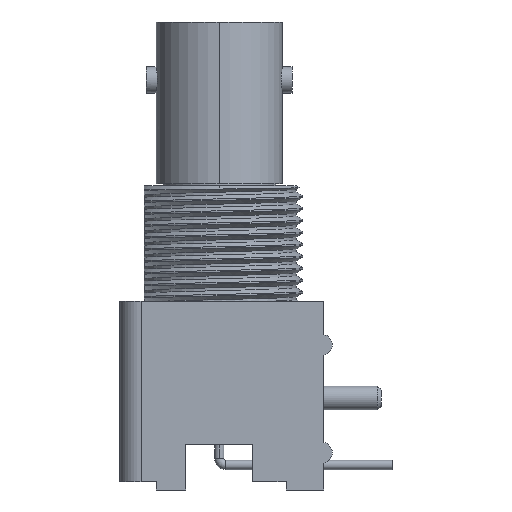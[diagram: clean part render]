
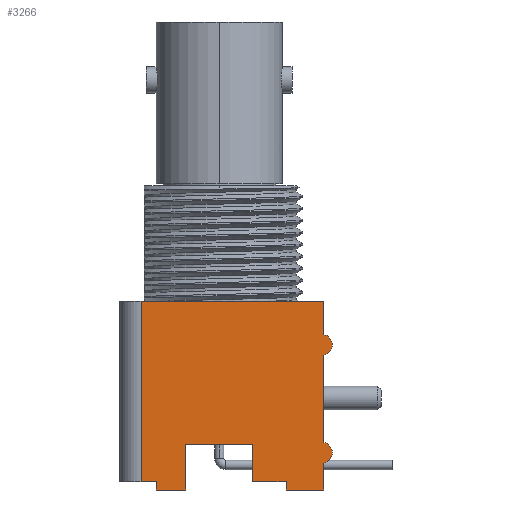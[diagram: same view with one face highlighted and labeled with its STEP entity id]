
A CAD part, left-side view. The second image highlights one B-rep face of the part: STEP entity #3266.
In plain terms, the highlighted planar face has unit normal (-1, 0, 0).
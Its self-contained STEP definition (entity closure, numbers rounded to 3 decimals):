
#87 = DIRECTION ( 'NONE',  ( 1., 0., 0. ) ) ;
#160 = CARTESIAN_POINT ( 'NONE',  ( -7.38, 11.14, -6.98 ) ) ;
#173 = CARTESIAN_POINT ( 'NONE',  ( -7.38, 16.13, -6.35 ) ) ;
#295 = CARTESIAN_POINT ( 'NONE',  ( -7.38, 0.64, -6.35 ) ) ;
#338 = VECTOR ( 'NONE', #6852, 1000. ) ;
#420 = VERTEX_POINT ( 'NONE', #2100 ) ;
#444 = ORIENTED_EDGE ( 'NONE', *, *, #6920, .F. ) ;
#903 = VECTOR ( 'NONE', #4605, 1000. ) ;
#908 = CARTESIAN_POINT ( 'NONE',  ( -7.38, 13.39, -6.98 ) ) ;
#1054 = VERTEX_POINT ( 'NONE', #10675 ) ;
#1150 = VERTEX_POINT ( 'NONE', #11729 ) ;
#1268 = CARTESIAN_POINT ( 'NONE',  ( -7.38, 14.53, -6.35 ) ) ;
#1271 = ORIENTED_EDGE ( 'NONE', *, *, #6021, .T. ) ;
#1365 = ORIENTED_EDGE ( 'NONE', *, *, #6256, .T. ) ;
#1464 = VERTEX_POINT ( 'NONE', #3269 ) ;
#1516 = VECTOR ( 'NONE', #12954, 1000. ) ;
#1636 = PLANE ( 'NONE',  #1974 ) ;
#1664 = LINE ( 'NONE', #1268, #338 ) ;
#1804 = EDGE_CURVE ( 'NONE', #7927, #9878, #3942, .T. ) ;
#1850 = DIRECTION ( 'NONE',  ( 0., 0., 1. ) ) ;
#1974 = AXIS2_PLACEMENT_3D ( 'NONE', #173, #87, #8283 ) ;
#1983 = DIRECTION ( 'NONE',  ( -1., 0., 0. ) ) ;
#2100 = CARTESIAN_POINT ( 'NONE',  ( -7.38, 0.64, -6.98 ) ) ;
#2337 = AXIS2_PLACEMENT_3D ( 'NONE', #16827, #6205, #14386 ) ;
#2345 = ORIENTED_EDGE ( 'NONE', *, *, #3656, .T. ) ;
#2366 = VERTEX_POINT ( 'NONE', #8690 ) ;
#2495 = CARTESIAN_POINT ( 'NONE',  ( -7.38, 11.14, -3.55 ) ) ;
#2536 = VERTEX_POINT ( 'NONE', #9970 ) ;
#2597 = VECTOR ( 'NONE', #15076, 1000. ) ;
#2940 = VECTOR ( 'NONE', #7751, 1000. ) ;
#3072 = CARTESIAN_POINT ( 'NONE',  ( -7.38, 3.51, -6.98 ) ) ;
#3266 = ADVANCED_FACE ( 'NONE', ( #15324 ), #1636, .F. ) ;
#3269 = CARTESIAN_POINT ( 'NONE',  ( -7.38, 0.64, -3.366 ) ) ;
#3656 = EDGE_CURVE ( 'NONE', #10957, #1464, #5554, .T. ) ;
#3666 = LINE ( 'NONE', #10209, #7855 ) ;
#3865 = VERTEX_POINT ( 'NONE', #7756 ) ;
#3942 = LINE ( 'NONE', #11626, #2940 ) ;
#4350 = EDGE_CURVE ( 'NONE', #9152, #9878, #12899, .T. ) ;
#4416 = LINE ( 'NONE', #14953, #9804 ) ;
#4471 = VECTOR ( 'NONE', #15399, 1000. ) ;
#4605 = DIRECTION ( 'NONE',  ( 0., 0., -1. ) ) ;
#5127 = DIRECTION ( 'NONE',  ( 0., 0., 1. ) ) ;
#5307 = EDGE_CURVE ( 'NONE', #1464, #8639, #8120, .T. ) ;
#5404 = ORIENTED_EDGE ( 'NONE', *, *, #13832, .T. ) ;
#5554 = CIRCLE ( 'NONE', #6121, 0.8 ) ;
#5667 = EDGE_CURVE ( 'NONE', #9335, #2536, #12917, .T. ) ;
#6016 = ORIENTED_EDGE ( 'NONE', *, *, #13400, .F. ) ;
#6021 = EDGE_CURVE ( 'NONE', #16403, #1150, #10274, .T. ) ;
#6121 = AXIS2_PLACEMENT_3D ( 'NONE', #11117, #1983, #11204 ) ;
#6205 = DIRECTION ( 'NONE',  ( -1., 0., 0. ) ) ;
#6256 = EDGE_CURVE ( 'NONE', #9335, #7927, #1664, .T. ) ;
#6578 = CARTESIAN_POINT ( 'NONE',  ( -7.38, 0.64, -6.35 ) ) ;
#6852 = DIRECTION ( 'NONE',  ( 0., 0., -1. ) ) ;
#6920 = EDGE_CURVE ( 'NONE', #10109, #13925, #10259, .T. ) ;
#7040 = VECTOR ( 'NONE', #15198, 1000. ) ;
#7579 = CIRCLE ( 'NONE', #2337, 0.8 ) ;
#7605 = EDGE_CURVE ( 'NONE', #2366, #2536, #12104, .T. ) ;
#7618 = CARTESIAN_POINT ( 'NONE',  ( -7.38, 0., -3.55 ) ) ;
#7751 = DIRECTION ( 'NONE',  ( 0., -1., 0. ) ) ;
#7756 = CARTESIAN_POINT ( 'NONE',  ( -7.38, 3.51, -6.98 ) ) ;
#7855 = VECTOR ( 'NONE', #15666, 1000. ) ;
#7927 = VERTEX_POINT ( 'NONE', #8664 ) ;
#8003 = CARTESIAN_POINT ( 'NONE',  ( -7.38, 0.64, -4.934 ) ) ;
#8053 = VECTOR ( 'NONE', #10311, 1000. ) ;
#8120 = LINE ( 'NONE', #6578, #15776 ) ;
#8283 = DIRECTION ( 'NONE',  ( 0., 0., -1. ) ) ;
#8339 = DIRECTION ( 'NONE',  ( 0., 1., 0. ) ) ;
#8388 = CARTESIAN_POINT ( 'NONE',  ( -7.38, 11.14, -3.55 ) ) ;
#8594 = LINE ( 'NONE', #16470, #2597 ) ;
#8613 = CARTESIAN_POINT ( 'NONE',  ( -7.38, 13.39, -6.98 ) ) ;
#8639 = VERTEX_POINT ( 'NONE', #10336 ) ;
#8664 = CARTESIAN_POINT ( 'NONE',  ( -7.38, 14.53, -6.35 ) ) ;
#8690 = CARTESIAN_POINT ( 'NONE',  ( -7.38, 0.64, 4.834 ) ) ;
#9069 = LINE ( 'NONE', #7618, #1516 ) ;
#9152 = VERTEX_POINT ( 'NONE', #8613 ) ;
#9335 = VERTEX_POINT ( 'NONE', #16571 ) ;
#9628 = LINE ( 'NONE', #3072, #16991 ) ;
#9804 = VECTOR ( 'NONE', #16077, 1000. ) ;
#9878 = VERTEX_POINT ( 'NONE', #12215 ) ;
#9917 = CARTESIAN_POINT ( 'NONE',  ( -7.38, 16.13, -6.35 ) ) ;
#9938 = EDGE_CURVE ( 'NONE', #420, #3865, #9628, .T. ) ;
#9970 = CARTESIAN_POINT ( 'NONE',  ( -7.38, 0.64, 7.37 ) ) ;
#10024 = CARTESIAN_POINT ( 'NONE',  ( -7.38, 6.04, -3.55 ) ) ;
#10042 = ORIENTED_EDGE ( 'NONE', *, *, #7605, .T. ) ;
#10109 = VERTEX_POINT ( 'NONE', #8388 ) ;
#10209 = CARTESIAN_POINT ( 'NONE',  ( -7.38, 3.51, -6.98 ) ) ;
#10212 = EDGE_CURVE ( 'NONE', #420, #10957, #4416, .T. ) ;
#10259 = LINE ( 'NONE', #2495, #903 ) ;
#10274 = LINE ( 'NONE', #10024, #4471 ) ;
#10311 = DIRECTION ( 'NONE',  ( 0., -1., 0. ) ) ;
#10336 = CARTESIAN_POINT ( 'NONE',  ( -7.38, 0.64, 3.266 ) ) ;
#10675 = CARTESIAN_POINT ( 'NONE',  ( -7.38, 3.51, -6.35 ) ) ;
#10708 = ORIENTED_EDGE ( 'NONE', *, *, #5667, .F. ) ;
#10957 = VERTEX_POINT ( 'NONE', #8003 ) ;
#11117 = CARTESIAN_POINT ( 'NONE',  ( -7.38, 0.8, -4.15 ) ) ;
#11204 = DIRECTION ( 'NONE',  ( 0., 0., 1. ) ) ;
#11447 = ORIENTED_EDGE ( 'NONE', *, *, #1804, .T. ) ;
#11494 = ORIENTED_EDGE ( 'NONE', *, *, #15733, .F. ) ;
#11501 = CARTESIAN_POINT ( 'NONE',  ( -7.38, 6.04, -3.55 ) ) ;
#11626 = CARTESIAN_POINT ( 'NONE',  ( -7.38, 16.13, -6.35 ) ) ;
#11695 = CARTESIAN_POINT ( 'NONE',  ( -7.38, 16.13, 7.37 ) ) ;
#11729 = CARTESIAN_POINT ( 'NONE',  ( -7.38, 6.04, -6.35 ) ) ;
#11823 = DIRECTION ( 'NONE',  ( 0., 0., 1. ) ) ;
#12104 = LINE ( 'NONE', #295, #16645 ) ;
#12215 = CARTESIAN_POINT ( 'NONE',  ( -7.38, 13.39, -6.35 ) ) ;
#12562 = ORIENTED_EDGE ( 'NONE', *, *, #10212, .T. ) ;
#12899 = LINE ( 'NONE', #908, #13263 ) ;
#12917 = LINE ( 'NONE', #11695, #8053 ) ;
#12954 = DIRECTION ( 'NONE',  ( 0., 1., 0. ) ) ;
#13263 = VECTOR ( 'NONE', #5127, 1000. ) ;
#13400 = EDGE_CURVE ( 'NONE', #3865, #1054, #3666, .T. ) ;
#13832 = EDGE_CURVE ( 'NONE', #1150, #1054, #16514, .T. ) ;
#13855 = ORIENTED_EDGE ( 'NONE', *, *, #14621, .T. ) ;
#13925 = VERTEX_POINT ( 'NONE', #160 ) ;
#14386 = DIRECTION ( 'NONE',  ( 0., 0., 1. ) ) ;
#14578 = ORIENTED_EDGE ( 'NONE', *, *, #9938, .F. ) ;
#14621 = EDGE_CURVE ( 'NONE', #8639, #2366, #7579, .T. ) ;
#14698 = EDGE_LOOP ( 'NONE', ( #11447, #16765, #11494, #444, #16786, #1271, #5404, #6016, #14578, #12562, #2345, #15965, #13855, #10042, #10708, #1365 ) ) ;
#14953 = CARTESIAN_POINT ( 'NONE',  ( -7.38, 0.64, -6.35 ) ) ;
#15029 = EDGE_CURVE ( 'NONE', #16403, #10109, #9069, .T. ) ;
#15076 = DIRECTION ( 'NONE',  ( 0., 1., 0. ) ) ;
#15198 = DIRECTION ( 'NONE',  ( 0., -1., 0. ) ) ;
#15324 = FACE_OUTER_BOUND ( 'NONE', #14698, .T. ) ;
#15399 = DIRECTION ( 'NONE',  ( 0., 0., -1. ) ) ;
#15666 = DIRECTION ( 'NONE',  ( 0., 0., 1. ) ) ;
#15733 = EDGE_CURVE ( 'NONE', #13925, #9152, #8594, .T. ) ;
#15776 = VECTOR ( 'NONE', #11823, 1000. ) ;
#15965 = ORIENTED_EDGE ( 'NONE', *, *, #5307, .T. ) ;
#16077 = DIRECTION ( 'NONE',  ( 0., 0., 1. ) ) ;
#16403 = VERTEX_POINT ( 'NONE', #11501 ) ;
#16470 = CARTESIAN_POINT ( 'NONE',  ( -7.38, 13.39, -6.98 ) ) ;
#16514 = LINE ( 'NONE', #9917, #7040 ) ;
#16571 = CARTESIAN_POINT ( 'NONE',  ( -7.38, 14.53, 7.37 ) ) ;
#16645 = VECTOR ( 'NONE', #1850, 1000. ) ;
#16765 = ORIENTED_EDGE ( 'NONE', *, *, #4350, .F. ) ;
#16786 = ORIENTED_EDGE ( 'NONE', *, *, #15029, .F. ) ;
#16827 = CARTESIAN_POINT ( 'NONE',  ( -7.38, 0.8, 4.05 ) ) ;
#16991 = VECTOR ( 'NONE', #8339, 1000. ) ;
